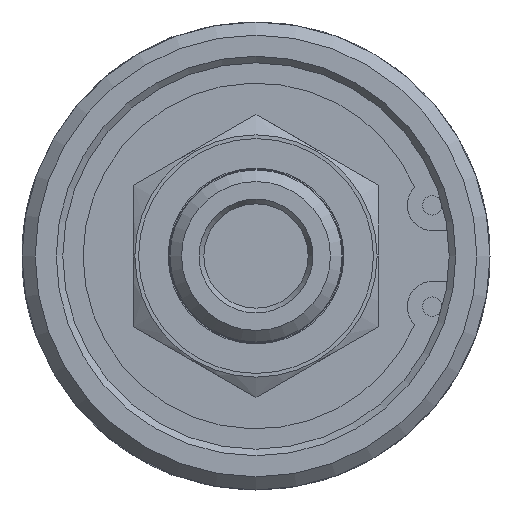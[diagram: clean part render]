
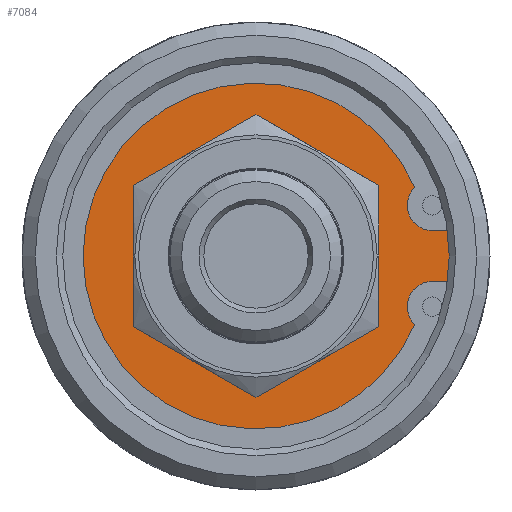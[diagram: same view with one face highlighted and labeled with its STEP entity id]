
A CAD part, left-side view. The second image highlights one B-rep face of the part: STEP entity #7084.
In plain terms, the highlighted planar face has unit normal (-1, 0, 0).
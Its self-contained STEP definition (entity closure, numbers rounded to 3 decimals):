
#103=FACE_BOUND('',#2473,.T.);
#632=LINE('',#42804,#1047);
#637=LINE('',#42822,#1052);
#1047=VECTOR('',#8799,10.);
#1052=VECTOR('',#8814,10.);
#2026=FACE_OUTER_BOUND('',#2472,.T.);
#2472=EDGE_LOOP('',(#6395,#6396,#6397,#6398,#6399,#6400));
#2473=EDGE_LOOP('',(#6401,#6402));
#2686=CIRCLE('',#7527,3.048);
#2687=CIRCLE('',#7529,3.048);
#2688=CIRCLE('',#7531,21.057);
#2722=CIRCLE('',#7591,13.9);
#2723=CIRCLE('',#7592,13.9);
#2749=CIRCLE('',#7640,25.375);
#3341=VERTEX_POINT('',#42801);
#3342=VERTEX_POINT('',#42803);
#3346=VERTEX_POINT('',#42819);
#3347=VERTEX_POINT('',#42821);
#3348=VERTEX_POINT('',#42825);
#3349=VERTEX_POINT('',#42829);
#3395=VERTEX_POINT('',#42997);
#3396=VERTEX_POINT('',#42998);
#4300=EDGE_CURVE('',#3342,#3341,#632,.T.);
#4308=EDGE_CURVE('',#3347,#3346,#637,.T.);
#4310=EDGE_CURVE('',#3348,#3342,#2686,.T.);
#4312=EDGE_CURVE('',#3346,#3349,#2687,.T.);
#4314=EDGE_CURVE('',#3349,#3348,#2688,.T.);
#4379=EDGE_CURVE('',#3395,#3396,#2722,.T.);
#4380=EDGE_CURVE('',#3396,#3395,#2723,.T.);
#4426=EDGE_CURVE('',#3341,#3347,#2749,.T.);
#6395=ORIENTED_EDGE('',*,*,#4300,.T.);
#6396=ORIENTED_EDGE('',*,*,#4426,.T.);
#6397=ORIENTED_EDGE('',*,*,#4308,.T.);
#6398=ORIENTED_EDGE('',*,*,#4312,.T.);
#6399=ORIENTED_EDGE('',*,*,#4314,.T.);
#6400=ORIENTED_EDGE('',*,*,#4310,.T.);
#6401=ORIENTED_EDGE('',*,*,#4379,.T.);
#6402=ORIENTED_EDGE('',*,*,#4380,.T.);
#6719=PLANE('',#7639);
#7084=ADVANCED_FACE('',(#2026,#103),#6719,.F.);
#7527=AXIS2_PLACEMENT_3D('',#42826,#8818,#8819);
#7529=AXIS2_PLACEMENT_3D('',#42830,#8823,#8824);
#7531=AXIS2_PLACEMENT_3D('',#42833,#8828,#8829);
#7591=AXIS2_PLACEMENT_3D('',#42999,#8965,#8966);
#7592=AXIS2_PLACEMENT_3D('',#43000,#8967,#8968);
#7639=AXIS2_PLACEMENT_3D('',#43177,#9077,#9078);
#7640=AXIS2_PLACEMENT_3D('',#43178,#9079,#9080);
#8799=DIRECTION('',(0.,-1.,0.));
#8814=DIRECTION('',(0.,1.,0.));
#8818=DIRECTION('center_axis',(1.,0.,0.));
#8819=DIRECTION('ref_axis',(0.,0.,1.));
#8823=DIRECTION('center_axis',(1.,0.,0.));
#8824=DIRECTION('ref_axis',(0.,-0.961,0.276));
#8828=DIRECTION('center_axis',(-1.,0.,0.));
#8829=DIRECTION('ref_axis',(0.,0.,-1.));
#8965=DIRECTION('center_axis',(1.,0.,0.));
#8966=DIRECTION('ref_axis',(0.,1.,0.));
#8967=DIRECTION('center_axis',(1.,0.,0.));
#8968=DIRECTION('ref_axis',(0.,1.,0.));
#9077=DIRECTION('center_axis',(1.,0.,0.));
#9078=DIRECTION('ref_axis',(0.,0.,-1.));
#9079=DIRECTION('center_axis',(-1.,0.,0.));
#9080=DIRECTION('ref_axis',(0.,1.,0.));
#42801=CARTESIAN_POINT('',(3.978,-25.184,-3.112));
#42803=CARTESIAN_POINT('',(3.978,-21.461,-3.112));
#42804=CARTESIAN_POINT('',(3.978,-3.137,-3.112));
#42819=CARTESIAN_POINT('',(3.978,-21.461,3.112));
#42821=CARTESIAN_POINT('',(3.978,-25.184,3.112));
#42822=CARTESIAN_POINT('',(3.978,-1.275,3.112));
#42825=CARTESIAN_POINT('',(3.978,-19.334,-8.343));
#42826=CARTESIAN_POINT('Origin',(3.978,-21.461,-6.16));
#42829=CARTESIAN_POINT('',(3.978,-19.334,8.343));
#42830=CARTESIAN_POINT('Origin',(3.978,-21.461,6.16));
#42833=CARTESIAN_POINT('Origin',(3.978,0.,0.));
#42997=CARTESIAN_POINT('',(3.978,13.9,0.));
#42998=CARTESIAN_POINT('',(3.978,-13.9,0.));
#42999=CARTESIAN_POINT('Origin',(3.978,0.,0.));
#43000=CARTESIAN_POINT('Origin',(3.978,0.,0.));
#43177=CARTESIAN_POINT('Origin',(3.978,18.91,0.));
#43178=CARTESIAN_POINT('Origin',(3.978,0.,0.));
